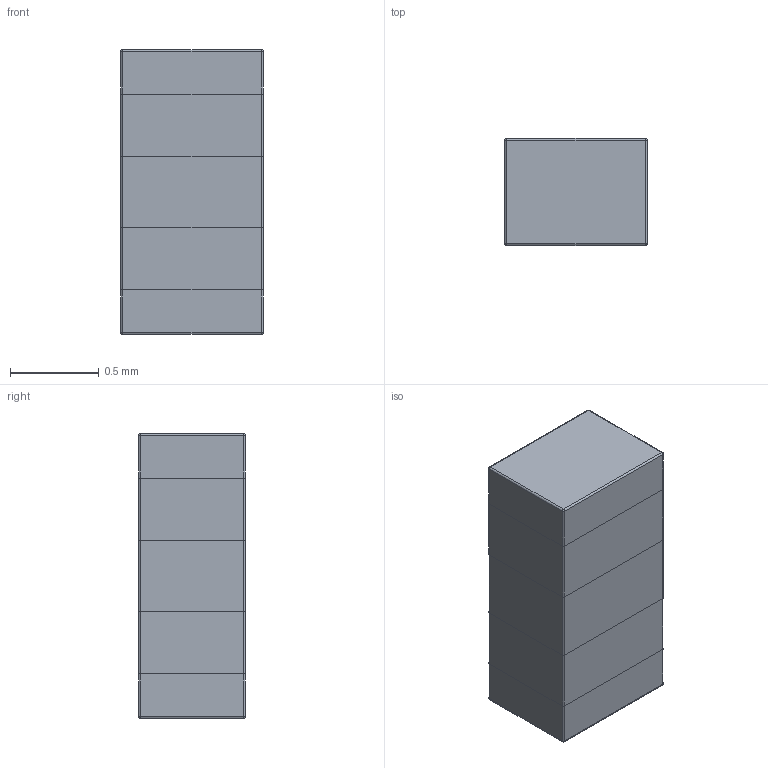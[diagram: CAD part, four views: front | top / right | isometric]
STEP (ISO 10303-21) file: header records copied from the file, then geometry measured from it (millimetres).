
FILE_DESCRIPTION (( 'STEP AP214' ), '1' );
FILE_NAME ('YFF18PC1C104M.STEP', '2022-08-08T09:09:51', ( '' ), ( '' ), 'SwSTEP 2.0', 'SolidWorks 2018', '' );
FILE_SCHEMA (( 'AUTOMOTIVE_DESIGN' ));
Length unit declared in the file: millimetre
Products named in the file (1): YFF18PC1C104M
Bounding box: 0.8 x 0.6 x 1.6 mm (x, y, z)
Volume: 0.8 mm3; surface area: 9.2 mm2
Topology: 4 solids, 4 shells, 80 faces, 200 edges, 120 vertices
Faces by surface type: plane 44, cylinder 28, sphere 8
Entity records: 3241 total; most frequent: DIRECTION 410, CARTESIAN_POINT 393, ORIENTED_EDGE 384, EDGE_CURVE 192, AXIS2_PLACEMENT_3D 137, LINE 136, VECTOR 136, VERTEX_POINT 120
